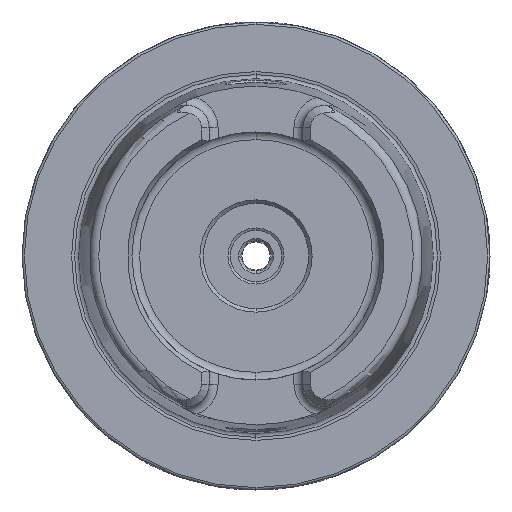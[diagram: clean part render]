
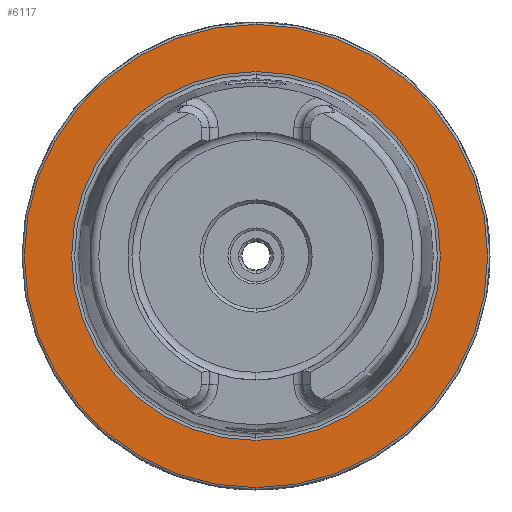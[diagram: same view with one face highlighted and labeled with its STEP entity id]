
A CAD part, left-side view. The second image highlights one B-rep face of the part: STEP entity #6117.
In plain terms, the highlighted planar face has unit normal (-1, 0, 0).
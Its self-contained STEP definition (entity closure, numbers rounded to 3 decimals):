
#252 = CARTESIAN_POINT ( 'NONE',  ( 0., 0., -49.5 ) ) ;
#658 = CARTESIAN_POINT ( 'NONE',  ( 0., 0., 49.5 ) ) ;
#1130 = CIRCLE ( 'NONE', #1833, 39.405 ) ;
#1260 = CARTESIAN_POINT ( 'NONE',  ( 0., 0., -39.405 ) ) ;
#1424 = CARTESIAN_POINT ( 'NONE',  ( 0., 0., 0. ) ) ;
#1435 = DIRECTION ( 'NONE',  ( 0., 0., 1. ) ) ;
#1503 = FACE_OUTER_BOUND ( 'NONE', #6001, .T. ) ;
#1588 = DIRECTION ( 'NONE',  ( -1., 0., 0. ) ) ;
#1833 = AXIS2_PLACEMENT_3D ( 'NONE', #10286, #10234, #9195 ) ;
#2191 = EDGE_CURVE ( 'NONE', #7732, #9976, #2486, .T. ) ;
#2480 = CARTESIAN_POINT ( 'NONE',  ( 0., 49.5, 0. ) ) ;
#2486 = CIRCLE ( 'NONE', #4941, 39.405 ) ;
#2571 = ORIENTED_EDGE ( 'NONE', *, *, #6645, .T. ) ;
#2632 = PLANE ( 'NONE',  #8821 ) ;
#2638 = AXIS2_PLACEMENT_3D ( 'NONE', #8641, #7979, #7868 ) ;
#2966 = ORIENTED_EDGE ( 'NONE', *, *, #3780, .T. ) ;
#3089 = ORIENTED_EDGE ( 'NONE', *, *, #4217, .F. ) ;
#3117 = ORIENTED_EDGE ( 'NONE', *, *, #2191, .F. ) ;
#3563 = FACE_BOUND ( 'NONE', #8614, .T. ) ;
#3643 = DIRECTION ( 'NONE',  ( 0., 0., 1. ) ) ;
#3697 = DIRECTION ( 'NONE',  ( -1., 0., 0. ) ) ;
#3723 = CARTESIAN_POINT ( 'NONE',  ( 0., 0., 0. ) ) ;
#3780 = EDGE_CURVE ( 'NONE', #8206, #6828, #6647, .T. ) ;
#4217 = EDGE_CURVE ( 'NONE', #9976, #7732, #1130, .T. ) ;
#4941 = AXIS2_PLACEMENT_3D ( 'NONE', #3723, #3697, #3643 ) ;
#5408 = CIRCLE ( 'NONE', #7798, 49.5 ) ;
#6001 = EDGE_LOOP ( 'NONE', ( #2571, #2966 ) ) ;
#6117 = ADVANCED_FACE ( 'NONE', ( #3563, #1503 ), #2632, .F. ) ;
#6583 = CARTESIAN_POINT ( 'NONE',  ( 0., 0., 39.405 ) ) ;
#6645 = EDGE_CURVE ( 'NONE', #6828, #8206, #5408, .T. ) ;
#6647 = CIRCLE ( 'NONE', #2638, 49.5 ) ;
#6828 = VERTEX_POINT ( 'NONE', #658 ) ;
#7732 = VERTEX_POINT ( 'NONE', #1260 ) ;
#7798 = AXIS2_PLACEMENT_3D ( 'NONE', #1424, #1588, #1435 ) ;
#7868 = DIRECTION ( 'NONE',  ( 0., 0., 1. ) ) ;
#7979 = DIRECTION ( 'NONE',  ( -1., 0., 0. ) ) ;
#8206 = VERTEX_POINT ( 'NONE', #252 ) ;
#8614 = EDGE_LOOP ( 'NONE', ( #3089, #3117 ) ) ;
#8641 = CARTESIAN_POINT ( 'NONE',  ( 0., 0., 0. ) ) ;
#8821 = AXIS2_PLACEMENT_3D ( 'NONE', #2480, #10625, #10656 ) ;
#9195 = DIRECTION ( 'NONE',  ( 0., 0., 1. ) ) ;
#9976 = VERTEX_POINT ( 'NONE', #6583 ) ;
#10234 = DIRECTION ( 'NONE',  ( -1., 0., 0. ) ) ;
#10286 = CARTESIAN_POINT ( 'NONE',  ( 0., 0., 0. ) ) ;
#10625 = DIRECTION ( 'NONE',  ( 1., 0., 0. ) ) ;
#10656 = DIRECTION ( 'NONE',  ( 0., 0., -1. ) ) ;
